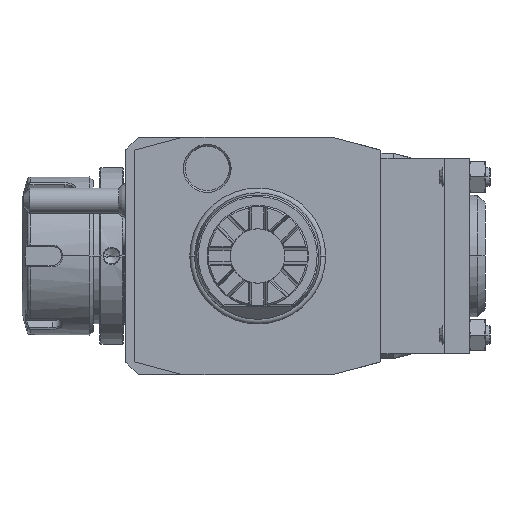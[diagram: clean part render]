
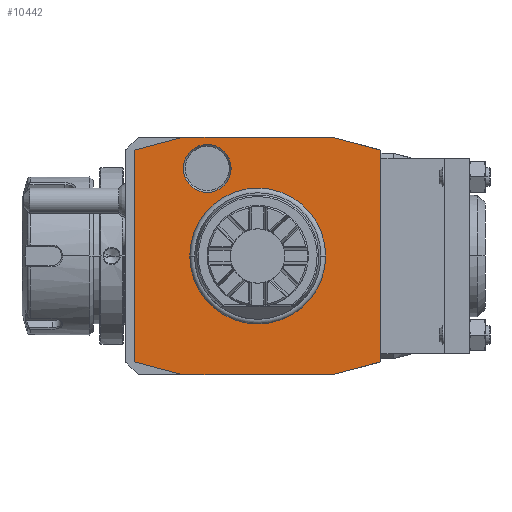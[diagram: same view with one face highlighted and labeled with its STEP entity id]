
A CAD part, front view. The second image highlights one B-rep face of the part: STEP entity #10442.
In plain terms, the highlighted planar face has unit normal (0, -1, 0).
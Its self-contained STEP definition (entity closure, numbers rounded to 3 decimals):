
#1=DIRECTION('',(-0.966,0.,0.259));
#2=VECTOR('',#1,15.529);
#3=CARTESIAN_POINT('',(39.,0.,33.481));
#4=LINE('',#3,#2);
#5=DIRECTION('',(0.,0.,1.));
#6=VECTOR('',#5,66.962);
#7=CARTESIAN_POINT('',(39.,0.,-33.481));
#8=LINE('',#7,#6);
#9=DIRECTION('',(0.966,0.,0.259));
#10=VECTOR('',#9,15.529);
#11=CARTESIAN_POINT('',(24.,0.,-37.5));
#12=LINE('',#11,#10);
#13=DIRECTION('',(1.,0.,0.));
#14=VECTOR('',#13,48.);
#15=CARTESIAN_POINT('',(-24.,0.,-37.5));
#16=LINE('',#15,#14);
#17=DIRECTION('',(0.966,0.,-0.259));
#18=VECTOR('',#17,15.529);
#19=CARTESIAN_POINT('',(-39.,0.,-33.481));
#20=LINE('',#19,#18);
#21=DIRECTION('',(0.,0.,-1.));
#22=VECTOR('',#21,66.962);
#23=CARTESIAN_POINT('',(-39.,0.,33.481));
#24=LINE('',#23,#22);
#25=DIRECTION('',(-0.966,0.,-0.259));
#26=VECTOR('',#25,15.529);
#27=CARTESIAN_POINT('',(-24.,0.,37.5));
#28=LINE('',#27,#26);
#29=DIRECTION('',(-1.,0.,0.));
#30=VECTOR('',#29,48.);
#31=CARTESIAN_POINT('',(24.,0.,37.5));
#32=LINE('',#31,#30);
#33=CARTESIAN_POINT('',(-16.,0.,27.713));
#34=DIRECTION('',(0.,1.,0.));
#35=DIRECTION('',(-1.,0.,0.));
#36=AXIS2_PLACEMENT_3D('',#33,#34,#35);
#38=CARTESIAN_POINT('',(-16.,0.,27.713));
#39=DIRECTION('',(0.,1.,0.));
#40=DIRECTION('',(1.,0.,0.));
#41=AXIS2_PLACEMENT_3D('',#38,#39,#40);
#6622=CARTESIAN_POINT('',(0.,0.,0.));
#6623=DIRECTION('',(0.,-1.,0.));
#6624=DIRECTION('',(1.,0.,0.));
#6625=AXIS2_PLACEMENT_3D('',#6622,#6623,#6624);
#6627=CARTESIAN_POINT('',(0.,0.,0.));
#6628=DIRECTION('',(0.,-1.,0.));
#6629=DIRECTION('',(-1.,0.,0.));
#6630=AXIS2_PLACEMENT_3D('',#6627,#6628,#6629);
#9304=CARTESIAN_POINT('',(-23.577,0.,
27.713));
#9305=CARTESIAN_POINT('',(-8.423,0.,
27.713));
#9306=VERTEX_POINT('',#9304);
#9307=VERTEX_POINT('',#9305);
#10128=CARTESIAN_POINT('',(39.,0.,33.481));
#10129=CARTESIAN_POINT('',(24.,0.,37.5));
#10130=VERTEX_POINT('',#10128);
#10131=VERTEX_POINT('',#10129);
#10132=CARTESIAN_POINT('',(-24.,0.,37.5));
#10133=VERTEX_POINT('',#10132);
#10134=CARTESIAN_POINT('',(-39.,0.,33.481));
#10135=VERTEX_POINT('',#10134);
#10136=CARTESIAN_POINT('',(-39.,0.,-33.481));
#10137=VERTEX_POINT('',#10136);
#10138=CARTESIAN_POINT('',(-24.,0.,-37.5));
#10139=VERTEX_POINT('',#10138);
#10140=CARTESIAN_POINT('',(24.,0.,-37.5));
#10141=VERTEX_POINT('',#10140);
#10142=CARTESIAN_POINT('',(39.,0.,-33.481));
#10143=VERTEX_POINT('',#10142);
#10275=CARTESIAN_POINT('',(21.137,0.,0.));
#10276=CARTESIAN_POINT('',(-21.137,0.,0.));
#10277=VERTEX_POINT('',#10275);
#10278=VERTEX_POINT('',#10276);
#10407=CARTESIAN_POINT('',(0.,0.,0.));
#10408=DIRECTION('',(0.,-1.,0.));
#10409=DIRECTION('',(-1.,0.,0.));
#10410=AXIS2_PLACEMENT_3D('',#10407,#10408,#10409);
#10411=PLANE('',#10410);
#10413=ORIENTED_EDGE('',*,*,#10412,.F.);
#10415=ORIENTED_EDGE('',*,*,#10414,.F.);
#10417=ORIENTED_EDGE('',*,*,#10416,.F.);
#10419=ORIENTED_EDGE('',*,*,#10418,.F.);
#10421=ORIENTED_EDGE('',*,*,#10420,.F.);
#10423=ORIENTED_EDGE('',*,*,#10422,.F.);
#10425=ORIENTED_EDGE('',*,*,#10424,.F.);
#10427=ORIENTED_EDGE('',*,*,#10426,.F.);
#10428=EDGE_LOOP('',(#10413,#10415,#10417,#10419,#10421,#10423,#10425,#10427));
#10429=FACE_OUTER_BOUND('',#10428,.F.);
#10431=ORIENTED_EDGE('',*,*,#10430,.T.);
#10433=ORIENTED_EDGE('',*,*,#10432,.T.);
#10434=EDGE_LOOP('',(#10431,#10433));
#10435=FACE_BOUND('',#10434,.F.);
#10437=ORIENTED_EDGE('',*,*,#10436,.F.);
#10439=ORIENTED_EDGE('',*,*,#10438,.F.);
#10440=EDGE_LOOP('',(#10437,#10439));
#10441=FACE_BOUND('',#10440,.F.);
#37=CIRCLE('',#36,7.577);
#42=CIRCLE('',#41,7.577);
#6626=CIRCLE('',#6625,21.137);
#6631=CIRCLE('',#6630,21.137);
#10412=EDGE_CURVE('',#10130,#10131,#4,.T.);
#10414=EDGE_CURVE('',#10143,#10130,#8,.T.);
#10416=EDGE_CURVE('',#10141,#10143,#12,.T.);
#10418=EDGE_CURVE('',#10139,#10141,#16,.T.);
#10420=EDGE_CURVE('',#10137,#10139,#20,.T.);
#10422=EDGE_CURVE('',#10135,#10137,#24,.T.);
#10424=EDGE_CURVE('',#10133,#10135,#28,.T.);
#10426=EDGE_CURVE('',#10131,#10133,#32,.T.);
#10430=EDGE_CURVE('',#10277,#10278,#6626,.T.);
#10432=EDGE_CURVE('',#10278,#10277,#6631,.T.);
#10436=EDGE_CURVE('',#9306,#9307,#37,.T.);
#10438=EDGE_CURVE('',#9307,#9306,#42,.T.);
#10442=ADVANCED_FACE('',(#10429,#10435,#10441),#10411,.T.);
